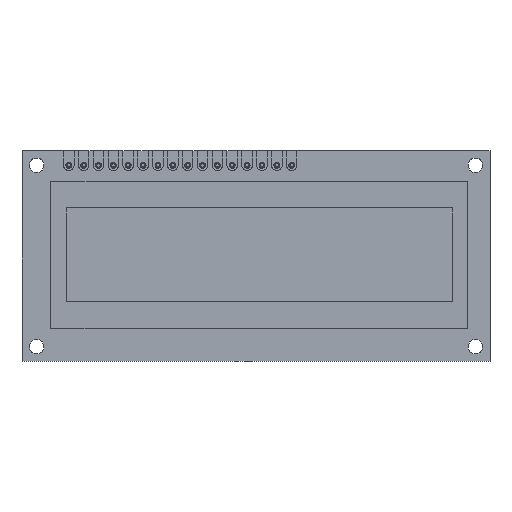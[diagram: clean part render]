
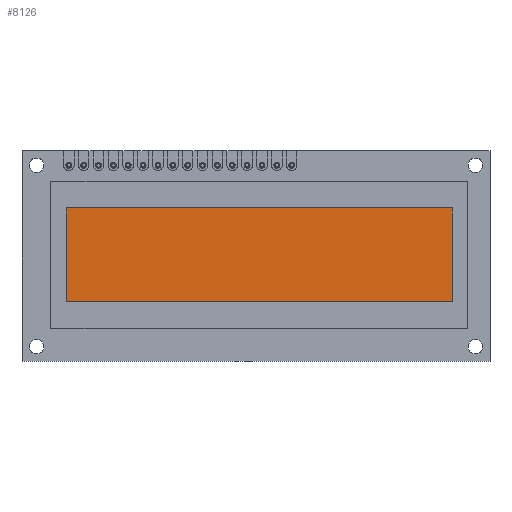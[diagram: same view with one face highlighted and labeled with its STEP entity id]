
A CAD part, top view. The second image highlights one B-rep face of the part: STEP entity #8126.
In plain terms, the highlighted planar face has unit normal (0, 0, 1).
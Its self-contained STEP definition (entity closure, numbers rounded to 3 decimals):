
#830=ORIENTED_EDGE('',*,*,#2055,.T.);
#831=ORIENTED_EDGE('',*,*,#2058,.T.);
#832=ORIENTED_EDGE('',*,*,#2060,.T.);
#833=ORIENTED_EDGE('',*,*,#2061,.T.);
#2055=EDGE_CURVE('',#2731,#2730,#3275,.T.);
#2058=EDGE_CURVE('',#2730,#2732,#3278,.T.);
#2060=EDGE_CURVE('',#2732,#2733,#3280,.T.);
#2061=EDGE_CURVE('',#2733,#2731,#3281,.T.);
#2730=VERTEX_POINT('',#11130);
#2731=VERTEX_POINT('',#11132);
#2732=VERTEX_POINT('',#11136);
#2733=VERTEX_POINT('',#11140);
#3275=LINE('',#11131,#3855);
#3278=LINE('',#11137,#3858);
#3280=LINE('',#11141,#3860);
#3281=LINE('',#11143,#3861);
#3855=VECTOR('',#9477,1000.);
#3858=VECTOR('',#9482,1000.);
#3860=VECTOR('',#9486,1000.);
#3861=VECTOR('',#9489,1000.);
#4407=EDGE_LOOP('',(#830,#831,#832,#833));
#4921=FACE_BOUND('',#4407,.T.);
#5337=PLANE('',#8595);
#8126=ADVANCED_FACE('',(#4921),#5337,.T.);
#8595=AXIS2_PLACEMENT_3D('',#11144,#9490,#9491);
#9477=DIRECTION('',(0.,1.,0.));
#9482=DIRECTION('',(-1.,0.,0.));
#9486=DIRECTION('',(0.,-1.,0.));
#9489=DIRECTION('',(1.,0.,0.));
#9490=DIRECTION('',(0.,0.,1.));
#9491=DIRECTION('',(1.,0.,0.));
#11130=CARTESIAN_POINT('',(73.55,-9.8,4.9));
#11131=CARTESIAN_POINT('',(73.55,-25.8,4.9));
#11132=CARTESIAN_POINT('',(73.55,-25.8,4.9));
#11136=CARTESIAN_POINT('',(7.55,-9.8,4.9));
#11137=CARTESIAN_POINT('',(73.55,-9.8,4.9));
#11140=CARTESIAN_POINT('',(7.55,-25.8,4.9));
#11141=CARTESIAN_POINT('',(7.55,-9.8,4.9));
#11143=CARTESIAN_POINT('',(7.55,-25.8,4.9));
#11144=CARTESIAN_POINT('',(0.,0.,4.9));
